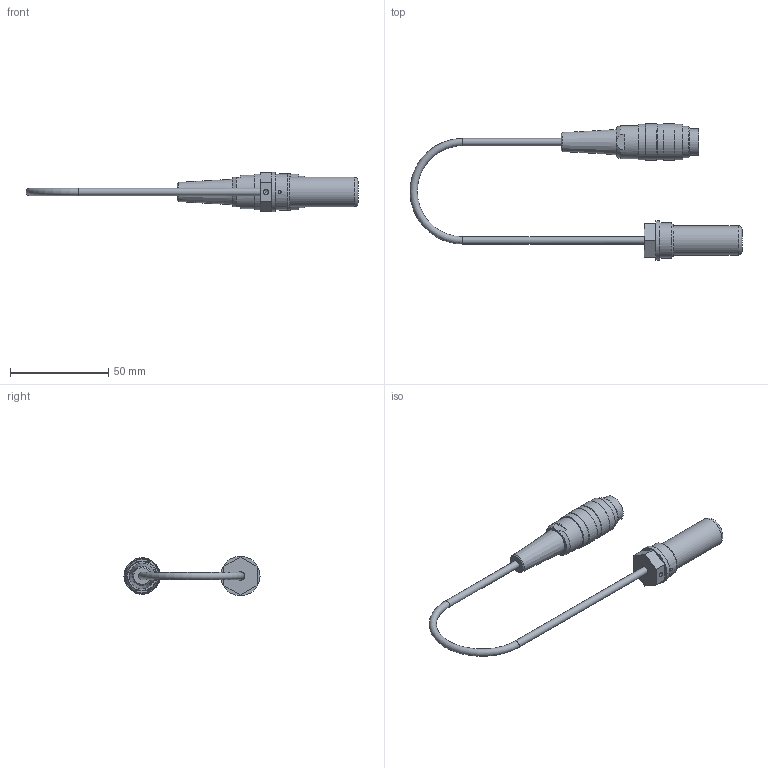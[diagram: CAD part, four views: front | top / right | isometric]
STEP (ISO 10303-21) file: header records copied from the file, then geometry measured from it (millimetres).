
FILE_DESCRIPTION(/* description */ (''),/* implementation_level */ '2;1');
FILE_NAME(/* name */ '130 21_R2SW-3-5.stp',/* time_stamp */ '2020-09-04T11:44:13+02:00',/* author */ ('kuttig'),/* organization */ (''),/* preprocessor_version */ 'ST-DEVELOPER v16.13',/* originating_system */ 'Autodesk Inventor 2018',/* authorisation */ '');
FILE_SCHEMA (('AUTOMOTIVE_DESIGN { 1 0 10303 214 3 1 1 }'));
Length unit declared in the file: millimetre
Products named in the file (1): 130 21_R2SW-3-5_Shrinkwrap_1
Bounding box: 168.84 x 69.25 x 20 mm (x, y, z)
Volume: 20674.3 mm3; surface area: 12265.8 mm2
Topology: 1 solids, 1 shells, 163 faces, 373 edges, 238 vertices
Faces by surface type: plane 89, cylinder 43, cone 21, bspline 6, torus 4
Full cylindrical faces by diameter (mm): 0.2 x2, 1 x3, 1.49 x3, 1.5 x3, 1.8 x1, 2.25 x1, 2.459 x2, 3.7 x2, 4.3 x1, 10.2 x1, 13.5 x1, 15 x1, 15.08 x1, 16 x1, 16.9 x1, 18 x1, 18.15 x3, 18.5 x2, 20 x1
Entity records: 4822 total; most frequent: CARTESIAN_POINT 1081, DIRECTION 738, ORIENTED_EDGE 618, EDGE_CURVE 309, AXIS2_PLACEMENT_3D 287, EDGE_LOOP 253, VERTEX_POINT 228, LINE 164
